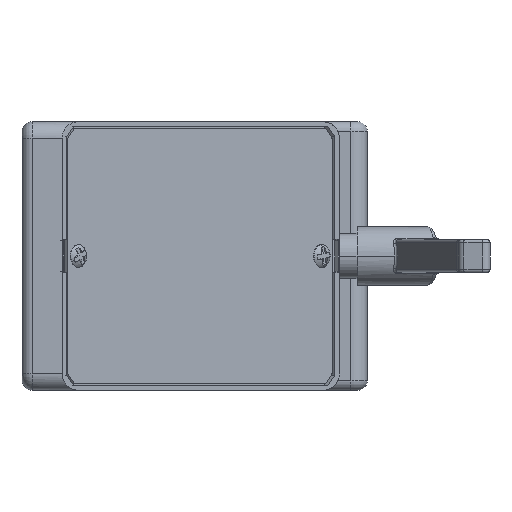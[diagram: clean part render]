
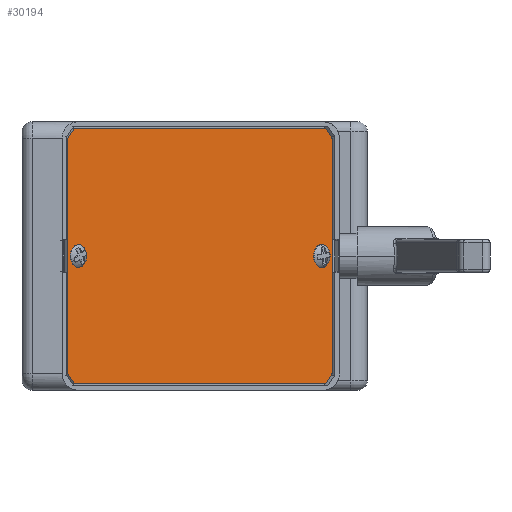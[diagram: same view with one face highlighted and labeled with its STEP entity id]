
A CAD part, front view. The second image highlights one B-rep face of the part: STEP entity #30194.
In plain terms, the highlighted face is planar.
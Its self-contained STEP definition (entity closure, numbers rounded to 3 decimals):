
#1334 = CARTESIAN_POINT ( 'NONE',  ( 3.422, 16.565, -90.01 ) ) ;
#1348 = CARTESIAN_POINT ( 'NONE',  ( -1.655, 87.564, -19.012 ) ) ;
#1372 = CARTESIAN_POINT ( 'NONE',  ( 1.655, 91.844, -14.732 ) ) ;
#1382 = CARTESIAN_POINT ( 'NONE',  ( -3.422, 17.178, -89.397 ) ) ;
#4113 = EDGE_CURVE ( 'NONE', #24594, #24557, #18962, .T. ) ;
#4179 = EDGE_CURVE ( 'NONE', #24579, #24586, #19110, .T. ) ;
#5727 = CARTESIAN_POINT ( 'NONE',  ( 0., 16.872, -89.704 ) ) ;
#5729 = CARTESIAN_POINT ( 'NONE',  ( 0., 13.584, -92.992 ) ) ;
#5732 = DIRECTION ( 'NONE',  ( 0., -0.707, -0.707 ) ) ;
#5738 = LINE ( 'NONE', #5743, #36362 ) ;
#5741 = DIRECTION ( 'NONE',  ( -0.707, 0.5, 0.5 ) ) ;
#5743 = CARTESIAN_POINT ( 'NONE',  ( -45.725, 20.955, -85.62 ) ) ;
#5749 = LINE ( 'NONE', #5762, #36328 ) ;
#5750 = DIRECTION ( 'NONE',  ( 0., -0.707, -0.707 ) ) ;
#5759 = DIRECTION ( 'NONE',  ( -1., 0., 0. ) ) ;
#5762 = CARTESIAN_POINT ( 'NONE',  ( 38.3, 53.288, -53.288 ) ) ;
#5763 = LINE ( 'NONE', #5729, #36352 ) ;
#5765 = DIRECTION ( 'NONE',  ( 0., -0.707, 0.707 ) ) ;
#5773 = DIRECTION ( 'NONE',  ( 1., 0., 0. ) ) ;
#5778 = LINE ( 'NONE', #5790, #34330 ) ;
#5780 = LINE ( 'NONE', #5844, #34282 ) ;
#5786 = CARTESIAN_POINT ( 'NONE',  ( 45.725, 85.62, -20.955 ) ) ;
#5790 = CARTESIAN_POINT ( 'NONE',  ( 0., 92.992, -13.584 ) ) ;
#5814 = LINE ( 'NONE', #5786, #34269 ) ;
#5815 = DIRECTION ( 'NONE',  ( 0.707, -0.5, -0.5 ) ) ;
#5844 = CARTESIAN_POINT ( 'NONE',  ( 45.725, 20.955, -85.62 ) ) ;
#5864 = DIRECTION ( 'NONE',  ( -0.707, -0.5, -0.5 ) ) ;
#5872 = LINE ( 'NONE', #5875, #34284 ) ;
#5875 = CARTESIAN_POINT ( 'NONE',  ( -38.3, 53.288, -53.288 ) ) ;
#5881 = CARTESIAN_POINT ( 'NONE',  ( -45.725, 85.62, -20.955 ) ) ;
#5888 = DIRECTION ( 'NONE',  ( 0., 0.707, 0.707 ) ) ;
#5895 = LINE ( 'NONE', #5881, #34272 ) ;
#5896 = DIRECTION ( 'NONE',  ( 0.707, 0.5, 0.5 ) ) ;
#5929 = DIRECTION ( 'NONE',  ( 0., -0.707, 0.707 ) ) ;
#5930 = DIRECTION ( 'NONE',  ( 0., -0.707, -0.707 ) ) ;
#5950 = CARTESIAN_POINT ( 'NONE',  ( 0., 89.704, -16.872 ) ) ;
#7215 = AXIS2_PLACEMENT_3D ( 'NONE', #11153, #11136, #11121 ) ;
#11086 = FACE_OUTER_BOUND ( 'NONE', #25928, .T. ) ;
#11100 = FACE_BOUND ( 'NONE', #25870, .T. ) ;
#11121 = DIRECTION ( 'NONE',  ( 1., 0., 0. ) ) ;
#11136 = DIRECTION ( 'NONE',  ( 0., -0.707, 0.707 ) ) ;
#11147 = PLANE ( 'NONE',  #7215 ) ;
#11153 = CARTESIAN_POINT ( 'NONE',  ( 0., 53.288, -53.288 ) ) ;
#11167 = FACE_BOUND ( 'NONE', #25863, .T. ) ;
#13967 = DIRECTION ( 'NONE',  ( 0., -0.707, -0.707 ) ) ;
#13999 = DIRECTION ( 'NONE',  ( 0., -0.707, 0.707 ) ) ;
#14006 = CARTESIAN_POINT ( 'NONE',  ( 0., 16.872, -89.704 ) ) ;
#14490 = DIRECTION ( 'NONE',  ( 0., -0.707, -0.707 ) ) ;
#14509 = CARTESIAN_POINT ( 'NONE',  ( 0., 89.704, -16.872 ) ) ;
#14511 = DIRECTION ( 'NONE',  ( 0., -0.707, 0.707 ) ) ;
#15554 = CARTESIAN_POINT ( 'NONE',  ( 38.3, 90.871, -15.705 ) ) ;
#15600 = CARTESIAN_POINT ( 'NONE',  ( -35.3, 13.584, -92.992 ) ) ;
#15608 = CARTESIAN_POINT ( 'NONE',  ( -38.3, 15.705, -90.871 ) ) ;
#15621 = CARTESIAN_POINT ( 'NONE',  ( 38.3, 15.705, -90.871 ) ) ;
#15631 = CARTESIAN_POINT ( 'NONE',  ( 35.3, 92.992, -13.584 ) ) ;
#15662 = CARTESIAN_POINT ( 'NONE',  ( 35.3, 13.584, -92.992 ) ) ;
#15665 = CARTESIAN_POINT ( 'NONE',  ( -35.3, 92.992, -13.584 ) ) ;
#15701 = CARTESIAN_POINT ( 'NONE',  ( -38.3, 90.871, -15.705 ) ) ;
#18962 = CIRCLE ( 'NONE', #18964, 3.45 ) ;
#18964 = AXIS2_PLACEMENT_3D ( 'NONE', #14006, #13999, #13967 ) ;
#19070 = AXIS2_PLACEMENT_3D ( 'NONE', #14509, #14511, #14490 ) ;
#19110 = CIRCLE ( 'NONE', #19070, 3.45 ) ;
#22303 = ORIENTED_EDGE ( 'NONE', *, *, #29554, .T. ) ;
#22313 = ORIENTED_EDGE ( 'NONE', *, *, #29557, .T. ) ;
#22325 = ORIENTED_EDGE ( 'NONE', *, *, #29576, .T. ) ;
#22328 = ORIENTED_EDGE ( 'NONE', *, *, #29549, .T. ) ;
#22335 = ORIENTED_EDGE ( 'NONE', *, *, #4113, .T. ) ;
#22349 = ORIENTED_EDGE ( 'NONE', *, *, #29551, .T. ) ;
#22370 = ORIENTED_EDGE ( 'NONE', *, *, #29591, .T. ) ;
#22378 = ORIENTED_EDGE ( 'NONE', *, *, #29568, .T. ) ;
#22380 = ORIENTED_EDGE ( 'NONE', *, *, #29590, .T. ) ;
#22382 = ORIENTED_EDGE ( 'NONE', *, *, #4179, .T. ) ;
#22388 = ORIENTED_EDGE ( 'NONE', *, *, #29602, .T. ) ;
#22391 = ORIENTED_EDGE ( 'NONE', *, *, #29572, .T. ) ;
#24557 = VERTEX_POINT ( 'NONE', #1334 ) ;
#24579 = VERTEX_POINT ( 'NONE', #1348 ) ;
#24586 = VERTEX_POINT ( 'NONE', #1372 ) ;
#24594 = VERTEX_POINT ( 'NONE', #1382 ) ;
#25863 = EDGE_LOOP ( 'NONE', ( #22388, #22382 ) ) ;
#25870 = EDGE_LOOP ( 'NONE', ( #22313, #22335 ) ) ;
#25928 = EDGE_LOOP ( 'NONE', ( #22349, #22325, #22303, #22328, #22370, #22380, #22378, #22391 ) ) ;
#29549 = EDGE_CURVE ( 'NONE', #32864, #32926, #5738, .T. ) ;
#29551 = EDGE_CURVE ( 'NONE', #32857, #32908, #5749, .T. ) ;
#29554 = EDGE_CURVE ( 'NONE', #32906, #32864, #5763, .T. ) ;
#29557 = EDGE_CURVE ( 'NONE', #24557, #24594, #34297, .T. ) ;
#29568 = EDGE_CURVE ( 'NONE', #32914, #32874, #5778, .T. ) ;
#29572 = EDGE_CURVE ( 'NONE', #32874, #32857, #5814, .T. ) ;
#29576 = EDGE_CURVE ( 'NONE', #32908, #32906, #5780, .T. ) ;
#29590 = EDGE_CURVE ( 'NONE', #32986, #32914, #5895, .T. ) ;
#29591 = EDGE_CURVE ( 'NONE', #32926, #32986, #5872, .T. ) ;
#29602 = EDGE_CURVE ( 'NONE', #24586, #24579, #34302, .T. ) ;
#30194 = ADVANCED_FACE ( 'NONE', ( #11100, #11086, #11167 ), #11147, .F. ) ;
#32857 = VERTEX_POINT ( 'NONE', #15554 ) ;
#32864 = VERTEX_POINT ( 'NONE', #15600 ) ;
#32874 = VERTEX_POINT ( 'NONE', #15631 ) ;
#32906 = VERTEX_POINT ( 'NONE', #15662 ) ;
#32908 = VERTEX_POINT ( 'NONE', #15621 ) ;
#32914 = VERTEX_POINT ( 'NONE', #15665 ) ;
#32926 = VERTEX_POINT ( 'NONE', #15608 ) ;
#32986 = VERTEX_POINT ( 'NONE', #15701 ) ;
#34269 = VECTOR ( 'NONE', #5815, 1000. ) ;
#34272 = VECTOR ( 'NONE', #5896, 1000. ) ;
#34280 = AXIS2_PLACEMENT_3D ( 'NONE', #5727, #5765, #5732 ) ;
#34282 = VECTOR ( 'NONE', #5864, 1000. ) ;
#34284 = VECTOR ( 'NONE', #5888, 1000. ) ;
#34297 = CIRCLE ( 'NONE', #34280, 3.45 ) ;
#34302 = CIRCLE ( 'NONE', #34303, 3.45 ) ;
#34303 = AXIS2_PLACEMENT_3D ( 'NONE', #5950, #5929, #5930 ) ;
#34330 = VECTOR ( 'NONE', #5773, 1000. ) ;
#36328 = VECTOR ( 'NONE', #5750, 1000. ) ;
#36352 = VECTOR ( 'NONE', #5759, 1000. ) ;
#36362 = VECTOR ( 'NONE', #5741, 1000. ) ;
